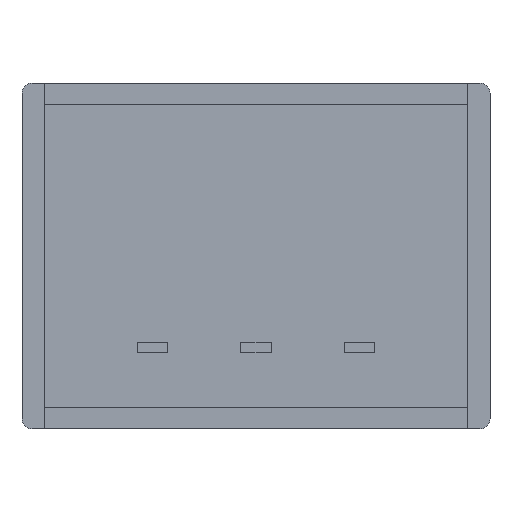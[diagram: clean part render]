
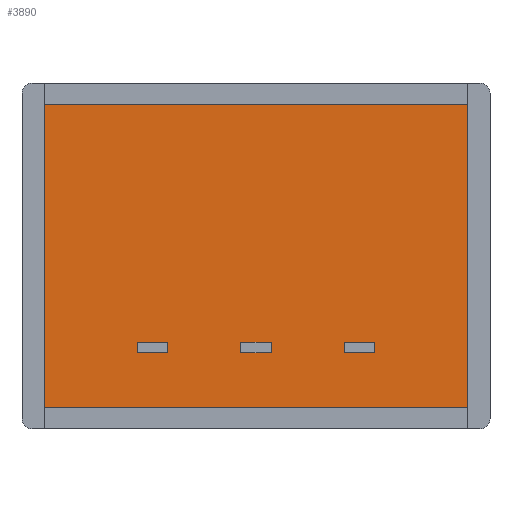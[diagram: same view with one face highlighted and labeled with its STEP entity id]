
A CAD part, front view. The second image highlights one B-rep face of the part: STEP entity #3890.
In plain terms, the highlighted planar face has unit normal (0, -1, 0).
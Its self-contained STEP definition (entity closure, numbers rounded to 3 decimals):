
#3758 = EDGE_CURVE('',#3759,#3761,#3763,.T.);
#3759 = VERTEX_POINT('',#3760);
#3760 = CARTESIAN_POINT('',(-5.2,0.,-3.725));
#3761 = VERTEX_POINT('',#3762);
#3762 = CARTESIAN_POINT('',(-5.2,0.,3.725));
#3763 = LINE('',#3764,#3765);
#3764 = CARTESIAN_POINT('',(-5.2,0.,1.863));
#3765 = VECTOR('',#3766,1.);
#3766 = DIRECTION('',(0.,0.,1.));
#3798 = EDGE_CURVE('',#3761,#3799,#3801,.T.);
#3799 = VERTEX_POINT('',#3800);
#3800 = CARTESIAN_POINT('',(5.2,0.,3.725));
#3801 = LINE('',#3802,#3803);
#3802 = CARTESIAN_POINT('',(2.6,0.,3.725));
#3803 = VECTOR('',#3804,1.);
#3804 = DIRECTION('',(1.,0.,0.));
#3829 = EDGE_CURVE('',#3799,#3830,#3832,.T.);
#3830 = VERTEX_POINT('',#3831);
#3831 = CARTESIAN_POINT('',(5.2,0.,-3.725));
#3832 = LINE('',#3833,#3834);
#3833 = CARTESIAN_POINT('',(5.2,0.,-1.863));
#3834 = VECTOR('',#3835,1.);
#3835 = DIRECTION('',(0.,0.,-1.));
#3860 = EDGE_CURVE('',#3830,#3759,#3861,.T.);
#3861 = LINE('',#3862,#3863);
#3862 = CARTESIAN_POINT('',(-2.6,0.,-3.725));
#3863 = VECTOR('',#3864,1.);
#3864 = DIRECTION('',(-1.,0.,0.));
#3890 = ADVANCED_FACE('',(#3891),#3897,.T.);
#3891 = FACE_BOUND('',#3892,.T.);
#3892 = EDGE_LOOP('',(#3893,#3894,#3895,#3896));
#3893 = ORIENTED_EDGE('',*,*,#3829,.F.);
#3894 = ORIENTED_EDGE('',*,*,#3798,.F.);
#3895 = ORIENTED_EDGE('',*,*,#3758,.F.);
#3896 = ORIENTED_EDGE('',*,*,#3860,.F.);
#3897 = PLANE('',#3898);
#3898 = AXIS2_PLACEMENT_3D('',#3899,#3900,#3901);
#3899 = CARTESIAN_POINT('',(0.,0.,0.));
#3900 = DIRECTION('',(0.,-1.,0.));
#3901 = DIRECTION('',(0.,0.,-1.));
